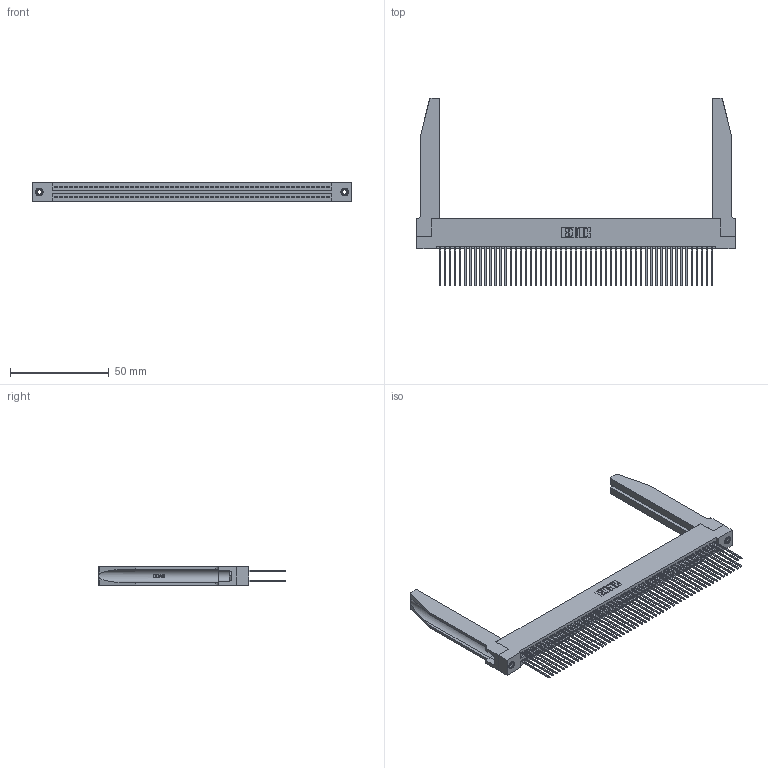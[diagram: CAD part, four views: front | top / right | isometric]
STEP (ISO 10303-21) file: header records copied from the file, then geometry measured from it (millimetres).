
FILE_DESCRIPTION (( 'STEP AP203' ), '1' );
FILE_NAME ('345-110-541-278.STEP', '2019-11-04T17:10:56', ( '' ), ( '' ), 'SwSTEP 2.0', 'SolidWorks 2016', '' );
FILE_SCHEMA (( 'CONFIG_CONTROL_DESIGN' ));
Length unit declared in the file: inch
Products named in the file (5): 345 Part_Flush Mounting Lugs - 0.156 Dia-TH; 345-110-541-278; 345-250-001_345-250-001-102; 345-292-001_345-293-141; 345-220-078_345-220-078
Assembly tree (115 placements, depth 2):
  345-110-541-278
    345 Part_Flush Mounting Lugs - 0.156 Dia-TH
    345-292-001_345-293-141  x110
    345-250-001_345-250-001-102  x2
    345-220-078_345-220-078  x2
Bounding box: 160.93 x 94.92 x 9.4 mm (x, y, z)
Volume: 24155.5 mm3; surface area: 34276.8 mm2
Topology: 115 solids, 115 shells, 5860 faces, 17339 edges, 11402 vertices
Faces by surface type: plane 3852, cylinder 1956, bspline 36, cone 12, torus 4
Entity records: 46162 total; most frequent: CARTESIAN_POINT 8643, ORIENTED_EDGE 7474, DIRECTION 6599, EDGE_CURVE 3737, VECTOR 3291, LINE 3291, VERTEX_POINT 2484, AXIS2_PLACEMENT_3D 1654
